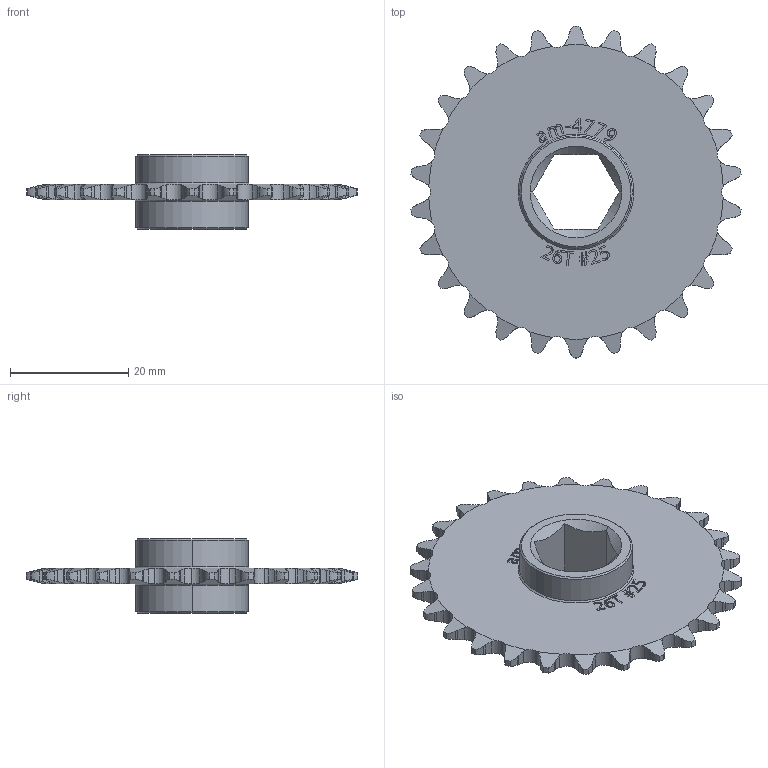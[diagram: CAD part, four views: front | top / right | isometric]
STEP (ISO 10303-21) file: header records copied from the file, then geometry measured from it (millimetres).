
FILE_DESCRIPTION (( 'STEP AP203' ), '1' );
FILE_NAME ('am-4779 26T 25 Chain 500in Hex Symmetrical.STEP', '2022-07-27T19:02:21', ( '' ), ( '' ), 'SwSTEP 2.0', 'SolidWorks 2022', '' );
FILE_SCHEMA (( 'CONFIG_CONTROL_DESIGN' ));
Length unit declared in the file: inch
Products named in the file (1): am-4779 26T 25 Chain 500in Hex Symmetrical
Bounding box: 55.87 x 56.19 x 12.57 mm (x, y, z)
Volume: 6603.5 mm3; surface area: 5614 mm2
Topology: 1 solids, 1 shells, 517 faces, 1473 edges, 978 vertices
Faces by surface type: plane 204, cylinder 173, bspline 76, cone 64
Entity records: 20792 total; most frequent: CARTESIAN_POINT 8461, ORIENTED_EDGE 2946, DIRECTION 1947, EDGE_CURVE 1473, VERTEX_POINT 978, LINE 691, VECTOR 691, AXIS2_PLACEMENT_3D 628
